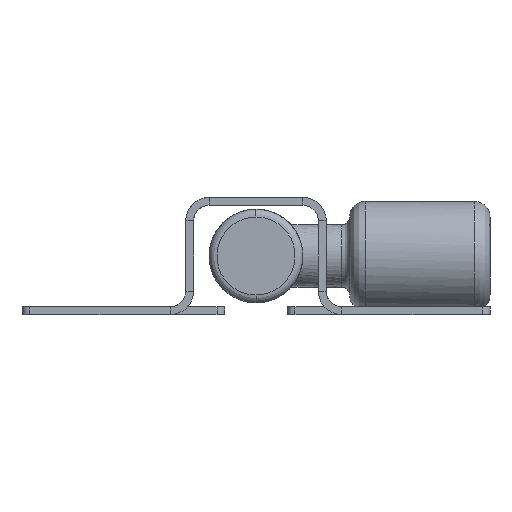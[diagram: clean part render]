
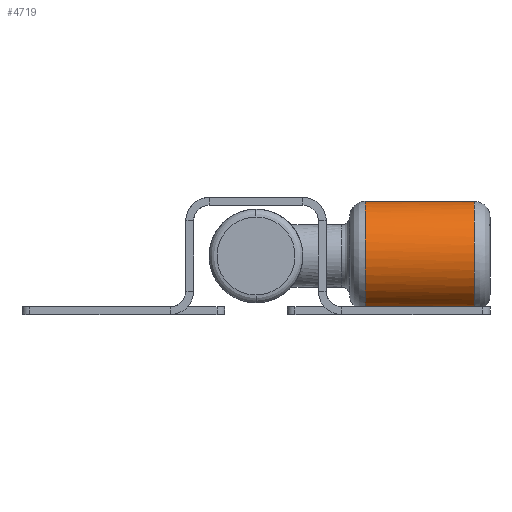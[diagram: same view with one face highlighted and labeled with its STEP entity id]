
A CAD part, front view. The second image highlights one B-rep face of the part: STEP entity #4719.
In plain terms, the highlighted free-form (B-spline) face has degree [2, 1] with [5, 2] control points.
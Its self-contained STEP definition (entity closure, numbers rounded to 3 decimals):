
#4601 = VERTEX_POINT('',#4602);
#4602 = CARTESIAN_POINT('',(12.868,38.603,
    6.664));
#4610 = EDGE_CURVE('',#4611,#4601,#4613,.T.);
#4611 = VERTEX_POINT('',#4612);
#4612 = CARTESIAN_POINT('',(12.868,38.603,
    0.23));
#4613 = ( BOUNDED_CURVE() B_SPLINE_CURVE(2,(#4614,#4615,#4616,#4617,
#4618),.UNSPECIFIED.,.F.,.F.) B_SPLINE_CURVE_WITH_KNOTS((3,2,3),(0.,
1.571,3.142),.PIECEWISE_BEZIER_KNOTS.) CURVE() 
GEOMETRIC_REPRESENTATION_ITEM() RATIONAL_B_SPLINE_CURVE((1.,
0.707,1.,0.707,1.)) REPRESENTATION_ITEM('') );
#4614 = CARTESIAN_POINT('',(12.868,38.603,
    0.23));
#4615 = CARTESIAN_POINT('',(12.868,35.386,
    0.23));
#4616 = CARTESIAN_POINT('',(12.868,35.386,
    3.447));
#4617 = CARTESIAN_POINT('',(12.868,35.386,
    6.664));
#4618 = CARTESIAN_POINT('',(12.868,38.603,
    6.664));
#4656 = VERTEX_POINT('',#4657);
#4657 = CARTESIAN_POINT('',(6.434,38.603,
    6.664));
#4672 = VERTEX_POINT('',#4673);
#4673 = CARTESIAN_POINT('',(6.434,38.603,
    0.23));
#4679 = EDGE_CURVE('',#4656,#4672,#4680,.T.);
#4680 = ( BOUNDED_CURVE() B_SPLINE_CURVE(2,(#4681,#4682,#4683,#4684,
#4685),.UNSPECIFIED.,.F.,.F.) B_SPLINE_CURVE_WITH_KNOTS((3,2,3),(
    3.142,4.712,6.283),
.PIECEWISE_BEZIER_KNOTS.) CURVE() GEOMETRIC_REPRESENTATION_ITEM() 
RATIONAL_B_SPLINE_CURVE((1.,0.707,1.,0.707,1.)) 
REPRESENTATION_ITEM('') );
#4681 = CARTESIAN_POINT('',(6.434,38.603,
    6.664));
#4682 = CARTESIAN_POINT('',(6.434,35.386,
    6.664));
#4683 = CARTESIAN_POINT('',(6.434,35.386,3.447
    ));
#4684 = CARTESIAN_POINT('',(6.434,35.386,
    0.23));
#4685 = CARTESIAN_POINT('',(6.434,38.603,
    0.23));
#4719 = ADVANCED_FACE('',(#4720),#4734,.T.);
#4720 = FACE_BOUND('',#4721,.T.);
#4721 = EDGE_LOOP('',(#4722,#4727,#4728,#4733));
#4722 = ORIENTED_EDGE('',*,*,#4723,.F.);
#4723 = EDGE_CURVE('',#4611,#4672,#4724,.T.);
#4724 = B_SPLINE_CURVE_WITH_KNOTS('',1,(#4725,#4726),.UNSPECIFIED.,.F.,
  .F.,(2,2),(1.,8.),.PIECEWISE_BEZIER_KNOTS.);
#4725 = CARTESIAN_POINT('',(12.868,38.603,
    0.23));
#4726 = CARTESIAN_POINT('',(6.434,38.603,
    0.23));
#4727 = ORIENTED_EDGE('',*,*,#4610,.T.);
#4728 = ORIENTED_EDGE('',*,*,#4729,.T.);
#4729 = EDGE_CURVE('',#4601,#4656,#4730,.T.);
#4730 = B_SPLINE_CURVE_WITH_KNOTS('',1,(#4731,#4732),.UNSPECIFIED.,.F.,
  .F.,(2,2),(1.,8.),.PIECEWISE_BEZIER_KNOTS.);
#4731 = CARTESIAN_POINT('',(12.868,38.603,
    6.664));
#4732 = CARTESIAN_POINT('',(6.434,38.603,
    6.664));
#4733 = ORIENTED_EDGE('',*,*,#4679,.T.);
#4734 = ( BOUNDED_SURFACE() B_SPLINE_SURFACE(2,1,(
    (#4735,#4736)
    ,(#4737,#4738)
    ,(#4739,#4740)
    ,(#4741,#4742)
    ,(#4743,#4744
)),.UNSPECIFIED.,.F.,.F.,.F.) B_SPLINE_SURFACE_WITH_KNOTS((3,2,3),(2,2),
  (3.142,4.712,6.283),(1.,8.),
.PIECEWISE_BEZIER_KNOTS.) GEOMETRIC_REPRESENTATION_ITEM() 
RATIONAL_B_SPLINE_SURFACE((
    (1.,1.)
    ,(0.707,0.707)
    ,(1.,1.)
    ,(0.707,0.707)
,(1.,1.))) REPRESENTATION_ITEM('') SURFACE() );
#4735 = CARTESIAN_POINT('',(12.868,38.603,
    0.23));
#4736 = CARTESIAN_POINT('',(6.434,38.603,
    0.23));
#4737 = CARTESIAN_POINT('',(12.868,35.386,
    0.23));
#4738 = CARTESIAN_POINT('',(6.434,35.386,
    0.23));
#4739 = CARTESIAN_POINT('',(12.868,35.386,
    3.447));
#4740 = CARTESIAN_POINT('',(6.434,35.386,3.447
    ));
#4741 = CARTESIAN_POINT('',(12.868,35.386,
    6.664));
#4742 = CARTESIAN_POINT('',(6.434,35.386,
    6.664));
#4743 = CARTESIAN_POINT('',(12.868,38.603,
    6.664));
#4744 = CARTESIAN_POINT('',(6.434,38.603,
    6.664));
